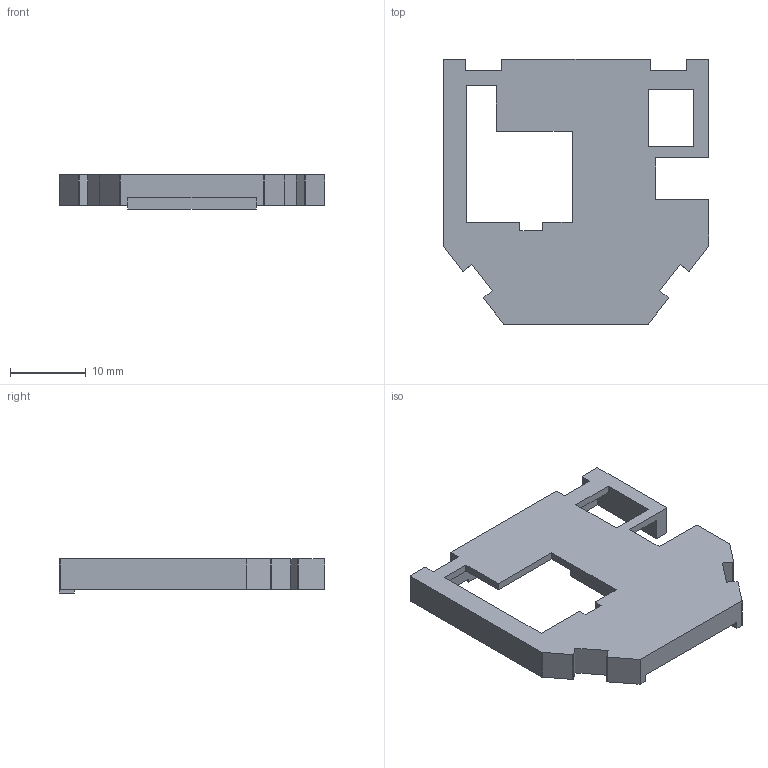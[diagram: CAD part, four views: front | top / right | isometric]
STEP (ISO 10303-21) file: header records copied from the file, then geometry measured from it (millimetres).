
FILE_DESCRIPTION(/* description */ (''),/* implementation_level */ '2;1');
FILE_NAME(/* name */ 'Plant_Friends_Case_top.step',/* time_stamp */ '2020-05-20T13:16:37+02:00',/* author */ (''),/* organization */ (''),/* preprocessor_version */ 'ST-DEVELOPER v18',/* originating_system */ 'Autodesk Translation Framework v8.12.0.6',/* authorisation */ '');
FILE_SCHEMA (('AUTOMOTIVE_DESIGN { 1 0 10303 214 3 1 1 }'));
Length unit declared in the file: millimetre
Products named in the file (1): Plant Friends Case lid
Bounding box: 35 x 35 x 4.5 mm (x, y, z)
Volume: 1901.3 mm3; surface area: 2721.7 mm2
Topology: 1 solids, 1 shells, 86 faces, 250 edges, 166 vertices
Faces by surface type: plane 70, cylinder 16
Entity records: 2851 total; most frequent: CARTESIAN_POINT 503, ORIENTED_EDGE 500, DIRECTION 456, EDGE_CURVE 250, LINE 218, VECTOR 218, VERTEX_POINT 166, AXIS2_PLACEMENT_3D 119
